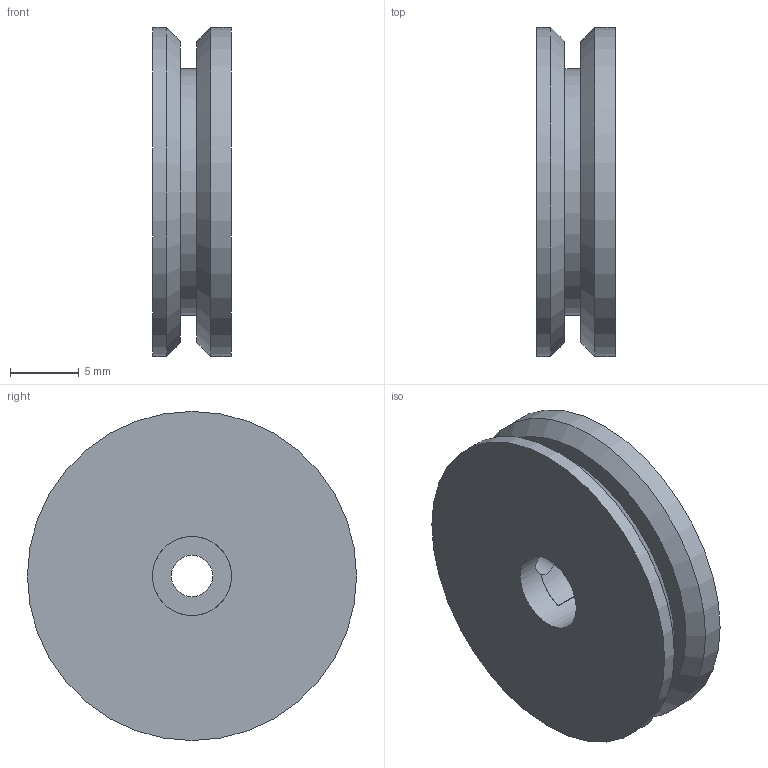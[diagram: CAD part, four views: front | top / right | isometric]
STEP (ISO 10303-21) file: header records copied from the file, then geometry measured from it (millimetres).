
FILE_DESCRIPTION(/* description */ (''),/* implementation_level */ '2;1');
FILE_NAME(/* name */ 'Contraction Pulley v9.step',/* time_stamp */ '2021-12-01T23:22:19+01:00',/* author */ (''),/* organization */ (''),/* preprocessor_version */ 'ST-DEVELOPER v18.1',/* originating_system */ 'Autodesk Translation Framework v10.10.0.1391',/* authorisation */ '');
FILE_SCHEMA (('AUTOMOTIVE_DESIGN { 1 0 10303 214 3 1 1 }'));
Length unit declared in the file: millimetre
Products named in the file (3): Contraction Pulley; Component1; Component2
Assembly tree (2 placements, depth 2):
  Contraction Pulley
    Component1
    Component2
Bounding box: 5.7 x 23.9 x 23.9 mm (x, y, z)
Volume: 2119 mm3; surface area: 2227.8 mm2
Topology: 2 solids, 2 shells, 43 faces, 112 edges, 75 vertices
Faces by surface type: plane 32, cylinder 9, cone 2
Full cylindrical faces by diameter (mm): 0.8 x1, 3 x1, 5.75 x2, 17.905 x1, 23.905 x2
Entity records: 1487 total; most frequent: CARTESIAN_POINT 309, DIRECTION 235, ORIENTED_EDGE 224, EDGE_CURVE 112, AXIS2_PLACEMENT_3D 80, LINE 75, VECTOR 75, VERTEX_POINT 75
